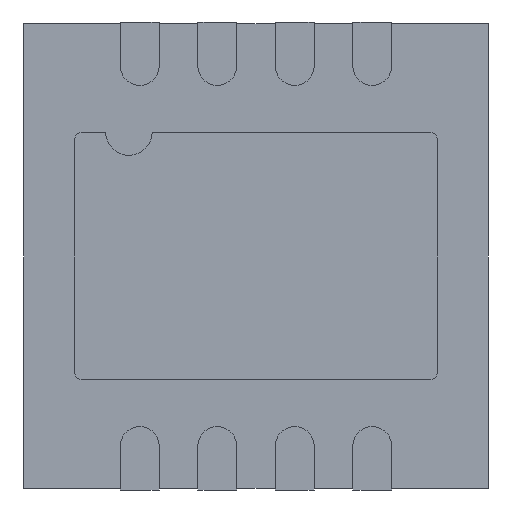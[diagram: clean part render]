
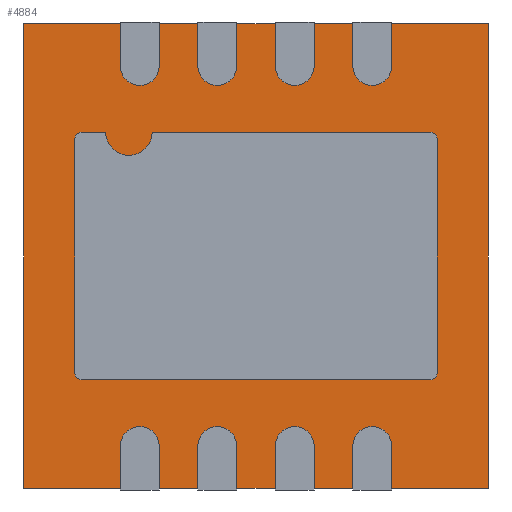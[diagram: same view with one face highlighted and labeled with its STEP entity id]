
A CAD part, front view. The second image highlights one B-rep face of the part: STEP entity #4884.
In plain terms, the highlighted planar face has unit normal (0, -1, 0).
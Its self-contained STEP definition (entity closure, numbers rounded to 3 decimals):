
#137 = VERTEX_POINT ( 'NONE', #4795 ) ;
#173 = DIRECTION ( 'NONE',  ( 0., -1., 0. ) ) ;
#304 = EDGE_CURVE ( 'NONE', #3432, #3068, #749, .T. ) ;
#355 = VECTOR ( 'NONE', #4907, 1000. ) ;
#455 = ORIENTED_EDGE ( 'NONE', *, *, #1077, .F. ) ;
#521 = CARTESIAN_POINT ( 'NONE',  ( -1.5, 0., 1.5 ) ) ;
#543 = FACE_OUTER_BOUND ( 'NONE', #4118, .T. ) ;
#622 = CARTESIAN_POINT ( 'NONE',  ( 1.5, 0., -1.5 ) ) ;
#719 = VECTOR ( 'NONE', #4588, 1000. ) ;
#741 = ORIENTED_EDGE ( 'NONE', *, *, #3628, .F. ) ;
#749 = LINE ( 'NONE', #2683, #2279 ) ;
#755 = LINE ( 'NONE', #1520, #3202 ) ;
#1077 = EDGE_CURVE ( 'NONE', #3068, #1624, #4108, .T. ) ;
#1338 = DIRECTION ( 'NONE',  ( 0., 0., -1. ) ) ;
#1381 = LINE ( 'NONE', #4956, #355 ) ;
#1520 = CARTESIAN_POINT ( 'NONE',  ( -1.5, 0., 1.5 ) ) ;
#1577 = DIRECTION ( 'NONE',  ( 1., 0., 0. ) ) ;
#1624 = VERTEX_POINT ( 'NONE', #2244 ) ;
#1756 = PLANE ( 'NONE',  #4493 ) ;
#2244 = CARTESIAN_POINT ( 'NONE',  ( -1.5, 0., 1.5 ) ) ;
#2246 = ORIENTED_EDGE ( 'NONE', *, *, #3284, .F. ) ;
#2279 = VECTOR ( 'NONE', #3944, 1000. ) ;
#2683 = CARTESIAN_POINT ( 'NONE',  ( -1.5, 0., -1.5 ) ) ;
#3068 = VERTEX_POINT ( 'NONE', #3088 ) ;
#3088 = CARTESIAN_POINT ( 'NONE',  ( -1.5, 0., -1.5 ) ) ;
#3202 = VECTOR ( 'NONE', #1577, 1000. ) ;
#3284 = EDGE_CURVE ( 'NONE', #1624, #137, #755, .T. ) ;
#3432 = VERTEX_POINT ( 'NONE', #622 ) ;
#3628 = EDGE_CURVE ( 'NONE', #137, #3432, #1381, .T. ) ;
#3840 = CARTESIAN_POINT ( 'NONE',  ( 0., 0., 0. ) ) ;
#3944 = DIRECTION ( 'NONE',  ( -1., 0., 0. ) ) ;
#4108 = LINE ( 'NONE', #521, #719 ) ;
#4118 = EDGE_LOOP ( 'NONE', ( #741, #2246, #455, #4667 ) ) ;
#4493 = AXIS2_PLACEMENT_3D ( 'NONE', #3840, #173, #1338 ) ;
#4588 = DIRECTION ( 'NONE',  ( 0., 0., 1. ) ) ;
#4667 = ORIENTED_EDGE ( 'NONE', *, *, #304, .F. ) ;
#4795 = CARTESIAN_POINT ( 'NONE',  ( 1.5, 0., 1.5 ) ) ;
#4884 = ADVANCED_FACE ( 'NONE', ( #543 ), #1756, .T. ) ;
#4907 = DIRECTION ( 'NONE',  ( 0., 0., -1. ) ) ;
#4956 = CARTESIAN_POINT ( 'NONE',  ( 1.5, 0., 1.5 ) ) ;
